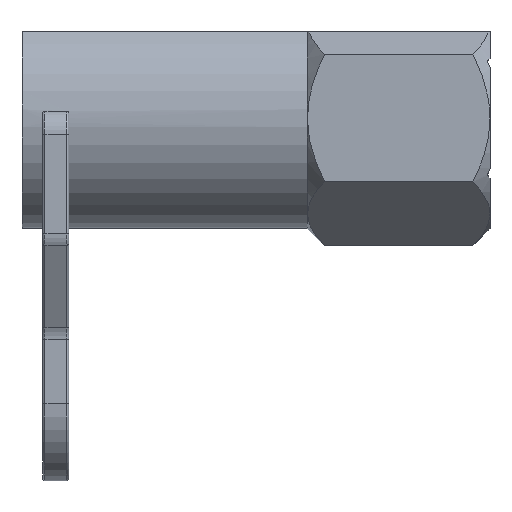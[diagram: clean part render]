
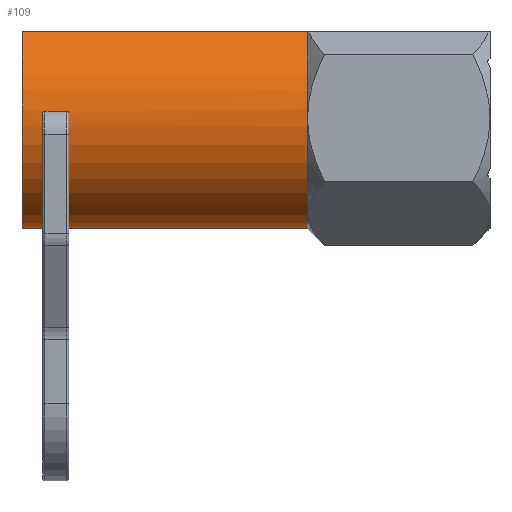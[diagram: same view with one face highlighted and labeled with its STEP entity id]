
A CAD part, left-side view. The second image highlights one B-rep face of the part: STEP entity #109.
In plain terms, the highlighted cylindrical face has radius 23.599 mm (diameter 47.198 mm), a partial arc.
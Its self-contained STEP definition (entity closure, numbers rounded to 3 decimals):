
#93 = ORIENTED_EDGE ( 'NONE', *, *, #100, .T. ) ;
#95 = ORIENTED_EDGE ( 'NONE', *, *, #102, .F. ) ;
#96 = VERTEX_POINT ( 'NONE', #1075 ) ;
#100 = EDGE_CURVE ( 'NONE', #96, #106, #1124, .T. ) ;
#102 = EDGE_CURVE ( 'NONE', #96, #103, #1112, .T. ) ;
#103 = VERTEX_POINT ( 'NONE', #1107 ) ;
#105 = ORIENTED_EDGE ( 'NONE', *, *, #210, .T. ) ;
#106 = VERTEX_POINT ( 'NONE', #1106 ) ;
#107 = VERTEX_POINT ( 'NONE', #1105 ) ;
#109 = ADVANCED_FACE ( 'NONE', ( #1102, #1104 ), #1152, .T. ) ;
#110 = EDGE_LOOP ( 'NONE', ( #111, #95, #93, #105, #209, #199 ) ) ;
#111 = ORIENTED_EDGE ( 'NONE', *, *, #112, .T. ) ;
#112 = EDGE_CURVE ( 'NONE', #107, #103, #1147, .T. ) ;
#143 = ORIENTED_EDGE ( 'NONE', *, *, #151, .T. ) ;
#145 = EDGE_CURVE ( 'NONE', #194, #200, #1210, .T. ) ;
#146 = ORIENTED_EDGE ( 'NONE', *, *, #145, .T. ) ;
#151 = EDGE_CURVE ( 'NONE', #196, #194, #1197, .T. ) ;
#187 = VERTEX_POINT ( 'NONE', #1302 ) ;
#188 = EDGE_CURVE ( 'NONE', #202, #200, #1300, .T. ) ;
#189 = EDGE_CURVE ( 'NONE', #187, #107, #1295, .T. ) ;
#194 = VERTEX_POINT ( 'NONE', #1341 ) ;
#196 = VERTEX_POINT ( 'NONE', #1340 ) ;
#197 = EDGE_CURVE ( 'NONE', #202, #196, #1339, .T. ) ;
#198 = ORIENTED_EDGE ( 'NONE', *, *, #197, .T. ) ;
#199 = ORIENTED_EDGE ( 'NONE', *, *, #189, .T. ) ;
#200 = VERTEX_POINT ( 'NONE', #1335 ) ;
#202 = VERTEX_POINT ( 'NONE', #1334 ) ;
#203 = ORIENTED_EDGE ( 'NONE', *, *, #188, .F. ) ;
#204 = EDGE_LOOP ( 'NONE', ( #203, #198, #143, #146 ) ) ;
#206 = EDGE_CURVE ( 'NONE', #207, #187, #1329, .T. ) ;
#207 = VERTEX_POINT ( 'NONE', #1328 ) ;
#209 = ORIENTED_EDGE ( 'NONE', *, *, #206, .T. ) ;
#210 = EDGE_CURVE ( 'NONE', #106, #207, #1317, .T. ) ;
#1075 = CARTESIAN_POINT ( 'NONE',  ( -23.58, 95.6, 0.95 ) ) ;
#1102 = FACE_BOUND ( 'NONE', #110, .T. ) ;
#1104 = FACE_OUTER_BOUND ( 'NONE', #204, .T. ) ;
#1105 = CARTESIAN_POINT ( 'NONE',  ( -23.514, 90., -2. ) ) ;
#1106 = CARTESIAN_POINT ( 'NONE',  ( -23.551, 95.1, 1.5 ) ) ;
#1107 = CARTESIAN_POINT ( 'NONE',  ( -23.514, 95.6, -2. ) ) ;
#1108 = DIRECTION ( 'NONE',  ( 0., 0., 1. ) ) ;
#1109 = DIRECTION ( 'NONE',  ( 0., -1., 0. ) ) ;
#1110 = CARTESIAN_POINT ( 'NONE',  ( 0., 95.6, 0. ) ) ;
#1111 = AXIS2_PLACEMENT_3D ( 'NONE', #1110, #1109, #1108 ) ;
#1112 = CIRCLE ( 'NONE', #1111, 23.599 ) ;
#1117 = CARTESIAN_POINT ( 'NONE',  ( -23.551, 95.1, 1.5 ) ) ;
#1118 = CARTESIAN_POINT ( 'NONE',  ( -23.551, 95.239, 1.5 ) ) ;
#1119 = CARTESIAN_POINT ( 'NONE',  ( -23.556, 95.372, 1.434 ) ) ;
#1120 = CARTESIAN_POINT ( 'NONE',  ( -23.568, 95.553, 1.225 ) ) ;
#1121 = CARTESIAN_POINT ( 'NONE',  ( -23.574, 95.6, 1.089 ) ) ;
#1122 = CARTESIAN_POINT ( 'NONE',  ( -23.58, 95.6, 0.95 ) ) ;
#1124 = B_SPLINE_CURVE_WITH_KNOTS ( 'NONE', 3,
 ( #1122, #1121, #1120, #1119, #1118, #1117 ),
 .UNSPECIFIED., .F., .F.,
 ( 4, 2, 4 ),
 ( 0., 0., 0.001 ),
 .UNSPECIFIED. ) ;
#1144 = DIRECTION ( 'NONE',  ( 0., 1., 0. ) ) ;
#1145 = VECTOR ( 'NONE', #1144, 1000. ) ;
#1146 = CARTESIAN_POINT ( 'NONE',  ( -23.514, -0.001, -2. ) ) ;
#1147 = LINE ( 'NONE', #1146, #1145 ) ;
#1148 = DIRECTION ( 'NONE',  ( 0., 0., -1. ) ) ;
#1149 = DIRECTION ( 'NONE',  ( 0., -1., 0. ) ) ;
#1150 = CARTESIAN_POINT ( 'NONE',  ( 0., 100., 0. ) ) ;
#1151 = AXIS2_PLACEMENT_3D ( 'NONE', #1150, #1149, #1148 ) ;
#1152 = CYLINDRICAL_SURFACE ( 'NONE', #1151, 23.599 ) ;
#1193 = DIRECTION ( 'NONE',  ( 0., 0., 1. ) ) ;
#1194 = DIRECTION ( 'NONE',  ( 0., 1., 0. ) ) ;
#1195 = CARTESIAN_POINT ( 'NONE',  ( 0., 39., 0. ) ) ;
#1196 = AXIS2_PLACEMENT_3D ( 'NONE', #1195, #1194, #1193 ) ;
#1197 = CIRCLE ( 'NONE', #1196, 23.599 ) ;
#1207 = DIRECTION ( 'NONE',  ( 0., 1., 0. ) ) ;
#1208 = VECTOR ( 'NONE', #1207, 1000. ) ;
#1209 = CARTESIAN_POINT ( 'NONE',  ( -14.563, 39., 18.57 ) ) ;
#1210 = LINE ( 'NONE', #1209, #1208 ) ;
#1292 = DIRECTION ( 'NONE',  ( 0., 0., 1. ) ) ;
#1293 = DIRECTION ( 'NONE',  ( 0., -1., 0. ) ) ;
#1294 = AXIS2_PLACEMENT_3D ( 'NONE', #1301, #1293, #1292 ) ;
#1295 = CIRCLE ( 'NONE', #1294, 23.599 ) ;
#1296 = DIRECTION ( 'NONE',  ( 0., 0., 1. ) ) ;
#1297 = DIRECTION ( 'NONE',  ( 0., 1., 0. ) ) ;
#1298 = CARTESIAN_POINT ( 'NONE',  ( 0., 100., 0. ) ) ;
#1299 = AXIS2_PLACEMENT_3D ( 'NONE', #1298, #1297, #1296 ) ;
#1300 = CIRCLE ( 'NONE', #1299, 23.599 ) ;
#1301 = CARTESIAN_POINT ( 'NONE',  ( 0., 90., 0. ) ) ;
#1302 = CARTESIAN_POINT ( 'NONE',  ( -23.58, 90., 0.95 ) ) ;
#1314 = DIRECTION ( 'NONE',  ( 0., -1., 0. ) ) ;
#1315 = VECTOR ( 'NONE', #1314, 1000. ) ;
#1316 = CARTESIAN_POINT ( 'NONE',  ( -23.551, 95.6, 1.5 ) ) ;
#1317 = LINE ( 'NONE', #1316, #1315 ) ;
#1322 = CARTESIAN_POINT ( 'NONE',  ( -23.58, 90., 0.95 ) ) ;
#1323 = CARTESIAN_POINT ( 'NONE',  ( -23.574, 90., 1.089 ) ) ;
#1324 = CARTESIAN_POINT ( 'NONE',  ( -23.567, 90.048, 1.227 ) ) ;
#1325 = CARTESIAN_POINT ( 'NONE',  ( -23.556, 90.228, 1.434 ) ) ;
#1326 = CARTESIAN_POINT ( 'NONE',  ( -23.551, 90.361, 1.5 ) ) ;
#1327 = CARTESIAN_POINT ( 'NONE',  ( -23.551, 90.5, 1.5 ) ) ;
#1328 = CARTESIAN_POINT ( 'NONE',  ( -23.551, 90.5, 1.5 ) ) ;
#1329 = B_SPLINE_CURVE_WITH_KNOTS ( 'NONE', 3,
 ( #1327, #1326, #1325, #1324, #1323, #1322 ),
 .UNSPECIFIED., .F., .F.,
 ( 4, 2, 4 ),
 ( 0., 0., 0.001 ),
 .UNSPECIFIED. ) ;
#1334 = CARTESIAN_POINT ( 'NONE',  ( 0., 100., -23.599 ) ) ;
#1335 = CARTESIAN_POINT ( 'NONE',  ( -14.563, 100., 18.57 ) ) ;
#1336 = DIRECTION ( 'NONE',  ( 0., -1., 0. ) ) ;
#1337 = VECTOR ( 'NONE', #1336, 1000. ) ;
#1338 = CARTESIAN_POINT ( 'NONE',  ( 0., 100., -23.599 ) ) ;
#1339 = LINE ( 'NONE', #1338, #1337 ) ;
#1340 = CARTESIAN_POINT ( 'NONE',  ( 0., 39., -23.599 ) ) ;
#1341 = CARTESIAN_POINT ( 'NONE',  ( -14.563, 39., 18.57 ) ) ;
